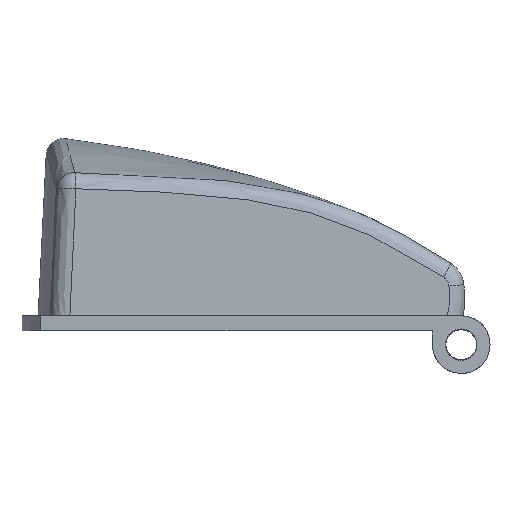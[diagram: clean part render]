
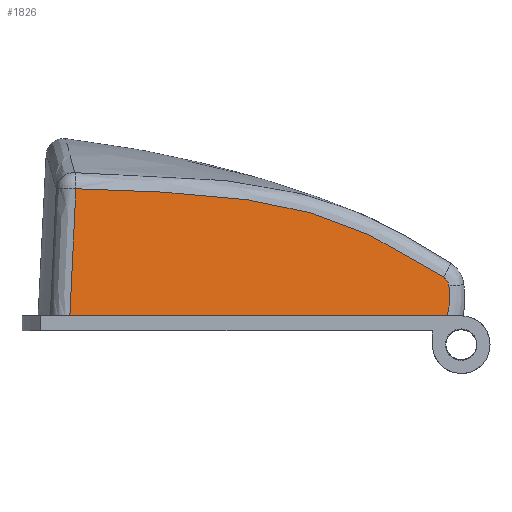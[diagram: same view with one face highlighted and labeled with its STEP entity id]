
A CAD part, left-side view. The second image highlights one B-rep face of the part: STEP entity #1826.
In plain terms, the highlighted planar face has unit normal (-0.99, -0.131, 0.044).
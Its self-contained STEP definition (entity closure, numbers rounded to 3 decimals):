
#72=PLANE('',#1967);
#134=LINE('',#3373,#226);
#226=VECTOR('',#2210,65.616);
#288=B_SPLINE_CURVE_WITH_KNOTS('',3,(#2589,#2590,#2591,#2592,#2593,#2594,
#2595,#2596,#2597,#2598,#2599,#2600,#2601,#2602,#2603,#2604,#2605,#2606,
#2607,#2608),.UNSPECIFIED.,.F.,.F.,(4,2,2,2,2,2,2,2,2,4),(-1.,-0.875,-0.75,
-0.625,-0.5,-0.375,-0.25,-0.188,-0.125,0.),.UNSPECIFIED.);
#290=B_SPLINE_CURVE_WITH_KNOTS('',3,(#2628,#2629,#2630,#2631,#2632,#2633,
#2634,#2635,#2636,#2637),.UNSPECIFIED.,.F.,.F.,(4,3,3,4),(0.,
0.363,0.726,1.),.UNSPECIFIED.);
#293=B_SPLINE_CURVE_WITH_KNOTS('',3,(#2808,#2809,#2810,#2811,#2812,#2813,
#2814,#2815,#2816,#2817,#2818,#2819,#2820,#2821,#2822,#2823,#2824,#2825,
#2826,#2827,#2828,#2829,#2830,#2831),.UNSPECIFIED.,.F.,.F.,(4,2,2,2,2,2,
2,2,2,2,2,4),(0.,0.12,0.123,0.246,
0.346,0.374,0.497,0.499,
0.655,0.749,0.971,1.),.UNSPECIFIED.);
#428=FACE_OUTER_BOUND('',#531,.T.);
#531=EDGE_LOOP('',(#1331,#1332,#1333,#1334,#1335));
#659=ELLIPSE('',#1917,17163.515,404.462);
#702=VERTEX_POINT('',#2494);
#704=VERTEX_POINT('',#2497);
#707=VERTEX_POINT('',#2566);
#709=VERTEX_POINT('',#2621);
#713=VERTEX_POINT('',#2807);
#898=EDGE_CURVE('',#704,#702,#659,.T.);
#905=EDGE_CURVE('',#707,#704,#288,.T.);
#908=EDGE_CURVE('',#709,#707,#290,.T.);
#911=EDGE_CURVE('',#713,#709,#293,.T.);
#991=EDGE_CURVE('',#713,#702,#134,.T.);
#1331=ORIENTED_EDGE('',*,*,#905,.T.);
#1332=ORIENTED_EDGE('',*,*,#898,.T.);
#1333=ORIENTED_EDGE('',*,*,#991,.F.);
#1334=ORIENTED_EDGE('',*,*,#911,.T.);
#1335=ORIENTED_EDGE('',*,*,#908,.T.);
#1826=ADVANCED_FACE('',(#428),#72,.T.);
#1917=AXIS2_PLACEMENT_3D('',#2498,#2077,#2078);
#1967=AXIS2_PLACEMENT_3D('',#3372,#2208,#2209);
#2077=DIRECTION('center_axis',(-0.99,-0.131,0.044));
#2078=DIRECTION('ref_axis',(-0.051,0.047,-0.998));
#2208=DIRECTION('center_axis',(-0.99,-0.131,0.044));
#2209=DIRECTION('ref_axis',(0.045,0.,0.999));
#2210=DIRECTION('',(-0.131,0.991,0.));
#2494=CARTESIAN_POINT('',(-44.175,23.762,2.588));
#2497=CARTESIAN_POINT('',(-43.058,22.725,24.494));
#2498=CARTESIAN_POINT('Origin',(-16.261,-354.443,-493.386));
#2566=CARTESIAN_POINT('',(-35.347,-40.617,9.299));
#2589=CARTESIAN_POINT('Ctrl Pts',(-35.347,-40.617,9.299));
#2590=CARTESIAN_POINT('Ctrl Pts',(-35.593,-38.262,10.779));
#2591=CARTESIAN_POINT('Ctrl Pts',(-35.843,-35.886,12.218));
#2592=CARTESIAN_POINT('Ctrl Pts',(-36.359,-31.068,14.955));
#2593=CARTESIAN_POINT('Ctrl Pts',(-36.626,-28.617,16.235));
#2594=CARTESIAN_POINT('Ctrl Pts',(-37.198,-23.551,18.455));
#2595=CARTESIAN_POINT('Ctrl Pts',(-37.502,-20.935,19.405));
#2596=CARTESIAN_POINT('Ctrl Pts',(-38.143,-15.57,20.966));
#2597=CARTESIAN_POINT('Ctrl Pts',(-38.474,-12.869,21.565));
#2598=CARTESIAN_POINT('Ctrl Pts',(-39.149,-7.445,22.538));
#2599=CARTESIAN_POINT('Ctrl Pts',(-39.493,-4.722,22.913));
#2600=CARTESIAN_POINT('Ctrl Pts',(-40.191,0.741,23.488));
#2601=CARTESIAN_POINT('Ctrl Pts',(-40.546,3.485,23.661));
#2602=CARTESIAN_POINT('Ctrl Pts',(-41.081,7.601,23.9));
#2603=CARTESIAN_POINT('Ctrl Pts',(-41.259,8.973,23.988));
#2604=CARTESIAN_POINT('Ctrl Pts',(-41.614,11.716,24.159));
#2605=CARTESIAN_POINT('Ctrl Pts',(-41.793,13.089,24.237));
#2606=CARTESIAN_POINT('Ctrl Pts',(-42.333,17.215,24.384));
#2607=CARTESIAN_POINT('Ctrl Pts',(-42.697,19.974,24.404));
#2608=CARTESIAN_POINT('Ctrl Pts',(-43.058,22.725,24.494));
#2621=CARTESIAN_POINT('',(-35.292,-41.551,7.768));
#2628=CARTESIAN_POINT('Ctrl Pts',(-35.292,-41.551,7.768));
#2629=CARTESIAN_POINT('Ctrl Pts',(-35.284,-41.531,7.991));
#2630=CARTESIAN_POINT('Ctrl Pts',(-35.282,-41.473,8.214));
#2631=CARTESIAN_POINT('Ctrl Pts',(-35.285,-41.382,8.418));
#2632=CARTESIAN_POINT('Ctrl Pts',(-35.288,-41.29,8.623));
#2633=CARTESIAN_POINT('Ctrl Pts',(-35.296,-41.162,8.814));
#2634=CARTESIAN_POINT('Ctrl Pts',(-35.309,-41.009,8.977));
#2635=CARTESIAN_POINT('Ctrl Pts',(-35.319,-40.893,9.1));
#2636=CARTESIAN_POINT('Ctrl Pts',(-35.332,-40.76,9.209));
#2637=CARTESIAN_POINT('Ctrl Pts',(-35.347,-40.617,9.299));
#2807=CARTESIAN_POINT('',(-35.559,-41.286,2.588));
#2808=CARTESIAN_POINT('Ctrl Pts',(-35.559,-41.286,2.588));
#2809=CARTESIAN_POINT('Ctrl Pts',(-35.543,-41.332,2.791));
#2810=CARTESIAN_POINT('Ctrl Pts',(-35.528,-41.377,2.995));
#2811=CARTESIAN_POINT('Ctrl Pts',(-35.513,-41.422,3.203));
#2812=CARTESIAN_POINT('Ctrl Pts',(-35.513,-41.424,3.209));
#2813=CARTESIAN_POINT('Ctrl Pts',(-35.497,-41.47,3.422));
#2814=CARTESIAN_POINT('Ctrl Pts',(-35.482,-41.511,3.631));
#2815=CARTESIAN_POINT('Ctrl Pts',(-35.458,-41.567,4.014));
#2816=CARTESIAN_POINT('Ctrl Pts',(-35.447,-41.586,4.188));
#2817=CARTESIAN_POINT('Ctrl Pts',(-35.435,-41.606,4.41));
#2818=CARTESIAN_POINT('Ctrl Pts',(-35.432,-41.61,4.459));
#2819=CARTESIAN_POINT('Ctrl Pts',(-35.418,-41.629,4.721));
#2820=CARTESIAN_POINT('Ctrl Pts',(-35.407,-41.639,4.935));
#2821=CARTESIAN_POINT('Ctrl Pts',(-35.396,-41.646,5.152));
#2822=CARTESIAN_POINT('Ctrl Pts',(-35.396,-41.646,5.155));
#2823=CARTESIAN_POINT('Ctrl Pts',(-35.383,-41.655,5.429));
#2824=CARTESIAN_POINT('Ctrl Pts',(-35.37,-41.658,5.701));
#2825=CARTESIAN_POINT('Ctrl Pts',(-35.351,-41.652,6.135));
#2826=CARTESIAN_POINT('Ctrl Pts',(-35.345,-41.648,6.297));
#2827=CARTESIAN_POINT('Ctrl Pts',(-35.323,-41.628,6.846));
#2828=CARTESIAN_POINT('Ctrl Pts',(-35.31,-41.597,7.231));
#2829=CARTESIAN_POINT('Ctrl Pts',(-35.295,-41.559,7.667));
#2830=CARTESIAN_POINT('Ctrl Pts',(-35.294,-41.555,7.718));
#2831=CARTESIAN_POINT('Ctrl Pts',(-35.292,-41.551,7.768));
#3372=CARTESIAN_POINT('Origin',(-35.278,-53.102,-26.135));
#3373=CARTESIAN_POINT('',(-35.559,-41.286,2.588));
